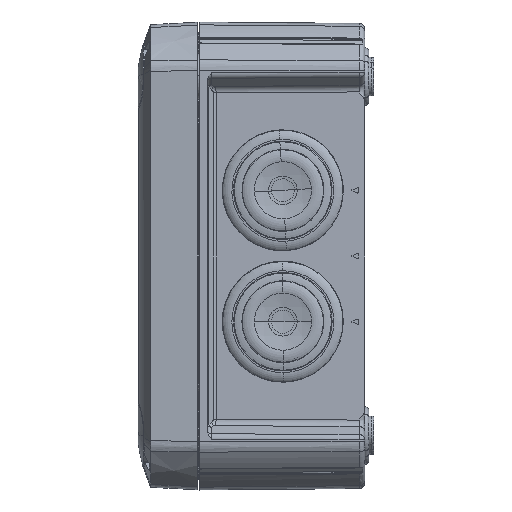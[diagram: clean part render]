
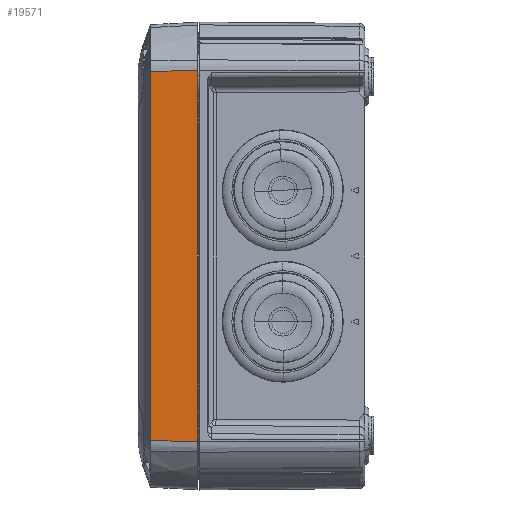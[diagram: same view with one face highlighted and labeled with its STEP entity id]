
A CAD part, left-side view. The second image highlights one B-rep face of the part: STEP entity #19571.
In plain terms, the highlighted face is planar.
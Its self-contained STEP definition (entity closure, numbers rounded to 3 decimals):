
#1777 = EDGE_LOOP ( 'NONE', ( #79208, #100095, #84854, #11633 ) ) ;
#1802 = CARTESIAN_POINT ( 'NONE',  ( -56.751, -3.8, 45.106 ) ) ;
#3151 = CARTESIAN_POINT ( 'NONE',  ( -56.353, -11.399, -46.46 ) ) ;
#6532 = EDGE_CURVE ( 'NONE', #49124, #85744, #7821, .T. ) ;
#7821 = B_SPLINE_CURVE_WITH_KNOTS ( 'NONE', 3,
 ( #43910, #26058, #26626, #47309 ),
 .UNSPECIFIED., .F., .F.,
 ( 4, 4 ),
 ( 0., 0.011 ),
 .UNSPECIFIED. ) ;
#9304 = FACE_OUTER_BOUND ( 'NONE', #1777, .T. ) ;
#11633 = ORIENTED_EDGE ( 'NONE', *, *, #51717, .T. ) ;
#16954 = CARTESIAN_POINT ( 'NONE',  ( -56.552, -7.599, 45.051 ) ) ;
#17524 = EDGE_CURVE ( 'NONE', #49124, #91435, #113594, .T. ) ;
#19135 = VECTOR ( 'NONE', #106883, 1000. ) ;
#19571 = ADVANCED_FACE ( 'NONE', ( #9304 ), #70961, .T. ) ;
#20230 = CARTESIAN_POINT ( 'NONE',  ( -56.95, 0., 45.161 ) ) ;
#22880 = VECTOR ( 'NONE', #87114, 1000. ) ;
#25602 = CARTESIAN_POINT ( 'NONE',  ( -56.353, -11.399, 44.996 ) ) ;
#26058 = CARTESIAN_POINT ( 'NONE',  ( -56.751, -3.8, -45.106 ) ) ;
#26626 = CARTESIAN_POINT ( 'NONE',  ( -56.552, -7.599, -45.051 ) ) ;
#29207 = B_SPLINE_CURVE_WITH_KNOTS ( 'NONE', 3,
 ( #25602, #16954, #1802, #20230 ),
 .UNSPECIFIED., .F., .F.,
 ( 4, 4 ),
 ( 0., 0.011 ),
 .UNSPECIFIED. ) ;
#35795 = DIRECTION ( 'NONE',  ( 0.052, -0.999, 0. ) ) ;
#43441 = CARTESIAN_POINT ( 'NONE',  ( -56.353, -11.399, -44.996 ) ) ;
#43910 = CARTESIAN_POINT ( 'NONE',  ( -56.95, 0., -45.161 ) ) ;
#47309 = CARTESIAN_POINT ( 'NONE',  ( -56.353, -11.399, -44.996 ) ) ;
#49124 = VERTEX_POINT ( 'NONE', #72475 ) ;
#51717 = EDGE_CURVE ( 'NONE', #86876, #91435, #29207, .T. ) ;
#56541 = EDGE_CURVE ( 'NONE', #85744, #86876, #62552, .T. ) ;
#59805 = CARTESIAN_POINT ( 'NONE',  ( -56.353, -11.399, 44.996 ) ) ;
#62552 = LINE ( 'NONE', #3151, #19135 ) ;
#70961 = PLANE ( 'NONE',  #94824 ) ;
#72475 = CARTESIAN_POINT ( 'NONE',  ( -56.95, 0., -45.161 ) ) ;
#79208 = ORIENTED_EDGE ( 'NONE', *, *, #17524, .F. ) ;
#80165 = DIRECTION ( 'NONE',  ( -0.999, -0.052, 0. ) ) ;
#84854 = ORIENTED_EDGE ( 'NONE', *, *, #56541, .T. ) ;
#85744 = VERTEX_POINT ( 'NONE', #43441 ) ;
#86876 = VERTEX_POINT ( 'NONE', #59805 ) ;
#87114 = DIRECTION ( 'NONE',  ( 0., 0., 1. ) ) ;
#87670 = CARTESIAN_POINT ( 'NONE',  ( -56.95, 0., 0. ) ) ;
#91435 = VERTEX_POINT ( 'NONE', #92088 ) ;
#92088 = CARTESIAN_POINT ( 'NONE',  ( -56.95, 0., 45.161 ) ) ;
#94824 = AXIS2_PLACEMENT_3D ( 'NONE', #87670, #80165, #35795 ) ;
#100095 = ORIENTED_EDGE ( 'NONE', *, *, #6532, .T. ) ;
#106883 = DIRECTION ( 'NONE',  ( 0., 0., 1. ) ) ;
#113024 = CARTESIAN_POINT ( 'NONE',  ( -56.95, 0., 0. ) ) ;
#113594 = LINE ( 'NONE', #113024, #22880 ) ;
